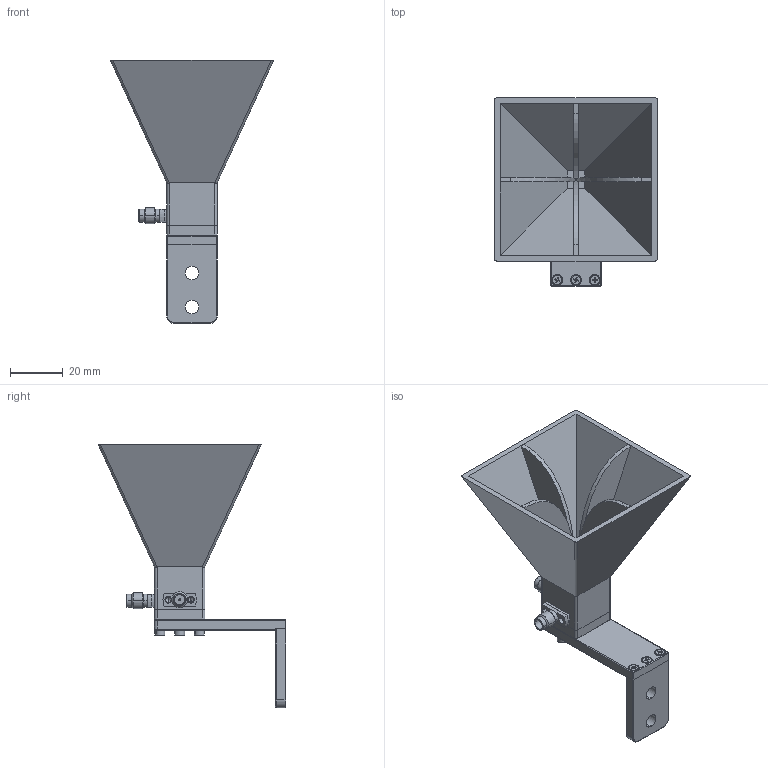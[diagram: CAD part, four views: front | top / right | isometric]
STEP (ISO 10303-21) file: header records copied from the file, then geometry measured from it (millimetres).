
FILE_DESCRIPTION (( 'STEP AP214' ), '1' );
FILE_NAME ('FMWAN1168_3D.step', '2023-05-01T16:04:39', ( '' ), ( '' ), 'SwSTEP 2.0', 'SolidWorks 2022', '' );
FILE_SCHEMA (( 'AUTOMOTIVE_DESIGN' ));
Length unit declared in the file: inch
Products named in the file (13): 1168 ____ ______^FMWAN1168; 1168 __3^FMWAN1168; GB__T70__1-2000________________M2__8^FMWAN1168; D370S12F07^FMWAN1168; 1168 __2^FMWAN1168; 1168____-1^1168 ____ _______FMWAN1168; 1168 ____-0^FMWAN1168; 1168____-2^1168 ____ _______FMWAN1168; cross recessed countersunk head screws gb21_GB_CROSS_SCREWS_TYPE10 M2X5-3.8-H1-N^1168 ____ _______FMWAN1168; FMWAN1168_3D; 1168 __4^FMWAN1168; 1168 ____^FMWAN1168; 1168 __1^FMWAN1168
Assembly tree (18 placements, depth 3):
  FMWAN1168_3D
    1168 ____ ______^FMWAN1168
      1168____-1^1168 ____ _______FMWAN1168
      1168____-2^1168 ____ _______FMWAN1168
      cross recessed countersunk head screws gb21_GB_CROSS_SCREWS_TYPE10 M2X5-3.8-H1-N^1168 ____ _______FMWAN1168  x3
    1168 ____^FMWAN1168
    1168 __1^FMWAN1168
    1168 __2^FMWAN1168
    1168 __3^FMWAN1168
    1168 __4^FMWAN1168
    1168 ____-0^FMWAN1168
    D370S12F07^FMWAN1168  x2
    GB__T70__1-2000________________M2__8^FMWAN1168  x4
Bounding box: 62.06 x 71.43 x 100.17 mm (x, y, z)
Volume: 32106.1 mm3; surface area: 31443 mm2
Topology: 19 solids, 19 shells, 586 faces, 1356 edges, 829 vertices
Faces by surface type: plane 253, cylinder 217, cone 74, torus 36, bspline 4, sphere 2
Entity records: 12730 total; most frequent: CARTESIAN_POINT 2490, DIRECTION 2133, ORIENTED_EDGE 1898, EDGE_CURVE 949, AXIS2_PLACEMENT_3D 805, VERTEX_POINT 598, LINE 523, VECTOR 523
